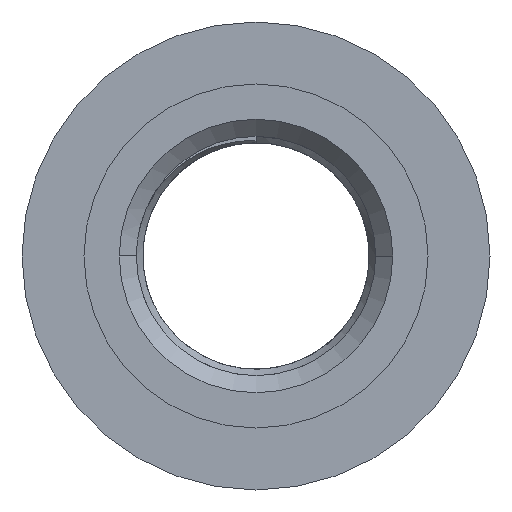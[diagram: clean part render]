
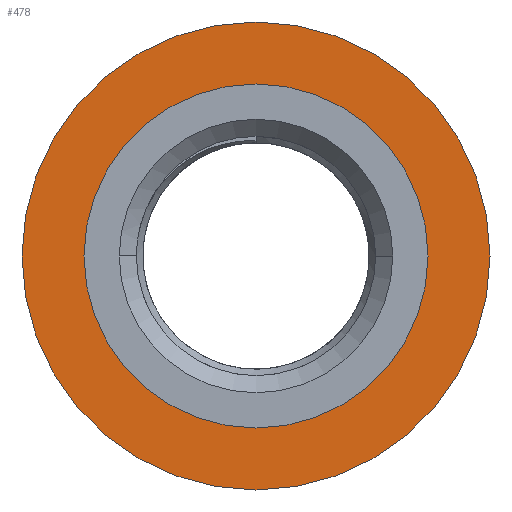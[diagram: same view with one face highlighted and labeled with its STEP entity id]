
A CAD part, front view. The second image highlights one B-rep face of the part: STEP entity #478.
In plain terms, the highlighted planar face has unit normal (0, -1, 0).
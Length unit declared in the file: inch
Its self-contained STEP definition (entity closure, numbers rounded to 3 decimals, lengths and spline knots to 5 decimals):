
#1 = AXIS2_PLACEMENT_3D ( 'NONE', #376, #1257, #491 ) ;
#29 = DIRECTION ( 'NONE',  ( 0., -1., 0. ) ) ;
#52 = ORIENTED_EDGE ( 'NONE', *, *, #707, .T. ) ;
#79 = CARTESIAN_POINT ( 'NONE',  ( 0., 0.06, 0. ) ) ;
#88 = PLANE ( 'NONE',  #471 ) ;
#92 = AXIS2_PLACEMENT_3D ( 'NONE', #658, #29, #789 ) ;
#155 = AXIS2_PLACEMENT_3D ( 'NONE', #79, #869, #173 ) ;
#173 = DIRECTION ( 'NONE',  ( 1., 0., 0. ) ) ;
#185 = DIRECTION ( 'NONE',  ( 1., 0., 0. ) ) ;
#205 = CARTESIAN_POINT ( 'NONE',  ( 0., 0.06, 0. ) ) ;
#278 = CARTESIAN_POINT ( 'NONE',  ( 0.1095, 0.06, 0. ) ) ;
#300 = DIRECTION ( 'NONE',  ( 1., 0., 0. ) ) ;
#334 = CARTESIAN_POINT ( 'NONE',  ( 0.1095, 0.06, 0. ) ) ;
#361 = AXIS2_PLACEMENT_3D ( 'NONE', #205, #1049, #300 ) ;
#376 = CARTESIAN_POINT ( 'NONE',  ( 0., 0.06, 0. ) ) ;
#471 = AXIS2_PLACEMENT_3D ( 'NONE', #278, #880, #185 ) ;
#478 = ADVANCED_FACE ( 'NONE', ( #704, #705 ), #88, .T. ) ;
#491 = DIRECTION ( 'NONE',  ( 1., 0., 0. ) ) ;
#502 = CARTESIAN_POINT ( 'NONE',  ( -0.0805, 0.06, 0. ) ) ;
#506 = CIRCLE ( 'NONE', #155, 0.1095 ) ;
#507 = CIRCLE ( 'NONE', #1, 0.0805 ) ;
#658 = CARTESIAN_POINT ( 'NONE',  ( 0., 0.06, 0. ) ) ;
#704 = FACE_OUTER_BOUND ( 'NONE', #803, .T. ) ;
#705 = FACE_BOUND ( 'NONE', #1391, .T. ) ;
#707 = EDGE_CURVE ( 'NONE', #941, #862, #720, .T. ) ;
#720 = CIRCLE ( 'NONE', #361, 0.1095 ) ;
#738 = EDGE_CURVE ( 'NONE', #1004, #1229, #1065, .T. ) ;
#789 = DIRECTION ( 'NONE',  ( 1., 0., 0. ) ) ;
#799 = ORIENTED_EDGE ( 'NONE', *, *, #738, .F. ) ;
#803 = EDGE_LOOP ( 'NONE', ( #52, #1286 ) ) ;
#862 = VERTEX_POINT ( 'NONE', #1324 ) ;
#869 = DIRECTION ( 'NONE',  ( 0., -1., 0. ) ) ;
#880 = DIRECTION ( 'NONE',  ( 0., -1., 0. ) ) ;
#941 = VERTEX_POINT ( 'NONE', #334 ) ;
#969 = EDGE_CURVE ( 'NONE', #862, #941, #506, .T. ) ;
#978 = EDGE_CURVE ( 'NONE', #1229, #1004, #507, .T. ) ;
#1004 = VERTEX_POINT ( 'NONE', #1259 ) ;
#1049 = DIRECTION ( 'NONE',  ( 0., -1., 0. ) ) ;
#1065 = CIRCLE ( 'NONE', #92, 0.0805 ) ;
#1229 = VERTEX_POINT ( 'NONE', #502 ) ;
#1257 = DIRECTION ( 'NONE',  ( 0., -1., 0. ) ) ;
#1259 = CARTESIAN_POINT ( 'NONE',  ( 0.0805, 0.06, 0. ) ) ;
#1286 = ORIENTED_EDGE ( 'NONE', *, *, #969, .T. ) ;
#1324 = CARTESIAN_POINT ( 'NONE',  ( -0.1095, 0.06, 0. ) ) ;
#1391 = EDGE_LOOP ( 'NONE', ( #799, #1441 ) ) ;
#1441 = ORIENTED_EDGE ( 'NONE', *, *, #978, .F. ) ;
